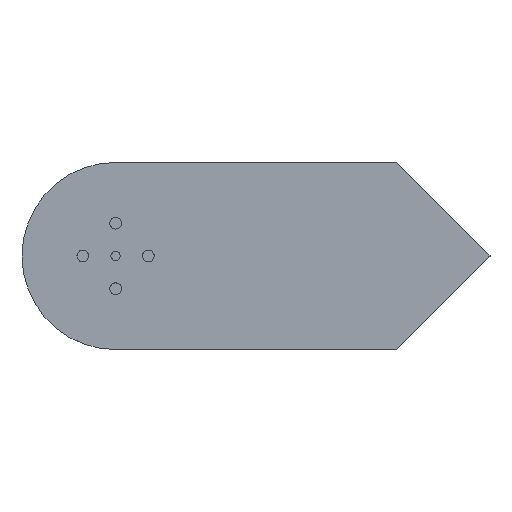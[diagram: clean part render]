
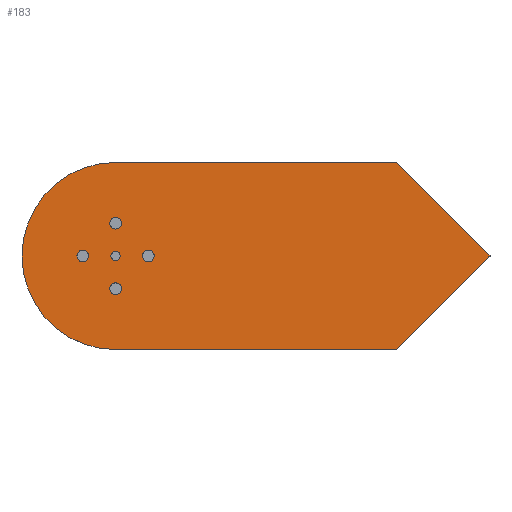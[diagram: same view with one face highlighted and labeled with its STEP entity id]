
A CAD part, top view. The second image highlights one B-rep face of the part: STEP entity #183.
In plain terms, the highlighted planar face has unit normal (0, 0, 1).
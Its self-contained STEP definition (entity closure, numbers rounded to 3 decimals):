
#4 = EDGE_CURVE ( 'NONE', #200, #605, #420, .T. ) ;
#6 = VERTEX_POINT ( 'NONE', #160 ) ;
#17 = DIRECTION ( 'NONE',  ( 0., -1., 0. ) ) ;
#18 = DIRECTION ( 'NONE',  ( 0., -1., 0. ) ) ;
#22 = LINE ( 'NONE', #171, #219 ) ;
#28 = CARTESIAN_POINT ( 'NONE',  ( 0., 0., 0. ) ) ;
#38 = EDGE_LOOP ( 'NONE', ( #468, #660 ) ) ;
#39 = CARTESIAN_POINT ( 'NONE',  ( 80., 0., 0. ) ) ;
#45 = VERTEX_POINT ( 'NONE', #404 ) ;
#49 = FACE_BOUND ( 'NONE', #591, .T. ) ;
#55 = CARTESIAN_POINT ( 'NONE',  ( 60., 20., 0. ) ) ;
#58 = CIRCLE ( 'NONE', #158, 1.25 ) ;
#60 = EDGE_CURVE ( 'NONE', #450, #397, #637, .T. ) ;
#61 = VERTEX_POINT ( 'NONE', #167 ) ;
#62 = DIRECTION ( 'NONE',  ( 0., -1., 0. ) ) ;
#64 = CARTESIAN_POINT ( 'NONE',  ( 0., 20., 0. ) ) ;
#67 = DIRECTION ( 'NONE',  ( 0., -1., 0. ) ) ;
#75 = DIRECTION ( 'NONE',  ( 0., 0., 1. ) ) ;
#80 = AXIS2_PLACEMENT_3D ( 'NONE', #527, #411, #249 ) ;
#88 = EDGE_CURVE ( 'NONE', #45, #670, #181, .T. ) ;
#105 = DIRECTION ( 'NONE',  ( 0., 0., 1. ) ) ;
#106 = ORIENTED_EDGE ( 'NONE', *, *, #142, .F. ) ;
#110 = VERTEX_POINT ( 'NONE', #701 ) ;
#113 = DIRECTION ( 'NONE',  ( -0.707, -0.707, 0. ) ) ;
#114 = DIRECTION ( 'NONE',  ( 0., 0., 1. ) ) ;
#127 = DIRECTION ( 'NONE',  ( 0., 0., 1. ) ) ;
#132 = CARTESIAN_POINT ( 'NONE',  ( 0.002, -7., 0. ) ) ;
#139 = ORIENTED_EDGE ( 'NONE', *, *, #162, .F. ) ;
#141 = DIRECTION ( 'NONE',  ( 0., 0., 1. ) ) ;
#142 = EDGE_CURVE ( 'NONE', #216, #625, #270, .T. ) ;
#158 = AXIS2_PLACEMENT_3D ( 'NONE', #182, #75, #707 ) ;
#160 = CARTESIAN_POINT ( 'NONE',  ( 7.001, 1.251, 0. ) ) ;
#162 = EDGE_CURVE ( 'NONE', #397, #232, #22, .T. ) ;
#167 = CARTESIAN_POINT ( 'NONE',  ( -6.999, -1.251, 0. ) ) ;
#171 = CARTESIAN_POINT ( 'NONE',  ( 80., 0., 0. ) ) ;
#174 = DIRECTION ( 'NONE',  ( 0., -1., 0. ) ) ;
#181 = CIRCLE ( 'NONE', #490, 1. ) ;
#182 = CARTESIAN_POINT ( 'NONE',  ( -6.999, -0.001, 0. ) ) ;
#183 = ADVANCED_FACE ( 'NONE', ( #543, #49, #716, #435, #750, #549 ), #197, .T. ) ;
#188 = DIRECTION ( 'NONE',  ( 0., 0., 1. ) ) ;
#192 = CARTESIAN_POINT ( 'NONE',  ( 0., 0., 0. ) ) ;
#193 = EDGE_CURVE ( 'NONE', #625, #216, #207, .T. ) ;
#194 = AXIS2_PLACEMENT_3D ( 'NONE', #526, #114, #174 ) ;
#197 = PLANE ( 'NONE',  #544 ) ;
#198 = CIRCLE ( 'NONE', #565, 1. ) ;
#200 = VERTEX_POINT ( 'NONE', #64 ) ;
#206 = CARTESIAN_POINT ( 'NONE',  ( 7.001, 0.001, 0. ) ) ;
#207 = CIRCLE ( 'NONE', #80, 1.25 ) ;
#210 = DIRECTION ( 'NONE',  ( 0., -1., 0. ) ) ;
#216 = VERTEX_POINT ( 'NONE', #688 ) ;
#219 = VECTOR ( 'NONE', #113, 1000. ) ;
#221 = ORIENTED_EDGE ( 'NONE', *, *, #329, .F. ) ;
#232 = VERTEX_POINT ( 'NONE', #376 ) ;
#234 = CIRCLE ( 'NONE', #271, 1.25 ) ;
#242 = CARTESIAN_POINT ( 'NONE',  ( -6.999, -0.001, 0. ) ) ;
#249 = DIRECTION ( 'NONE',  ( 0., -1., 0. ) ) ;
#254 = DIRECTION ( 'NONE',  ( 0., 0., 1. ) ) ;
#257 = AXIS2_PLACEMENT_3D ( 'NONE', #419, #254, #67 ) ;
#270 = CIRCLE ( 'NONE', #332, 1.25 ) ;
#271 = AXIS2_PLACEMENT_3D ( 'NONE', #598, #127, #18 ) ;
#272 = ORIENTED_EDGE ( 'NONE', *, *, #395, .F. ) ;
#283 = AXIS2_PLACEMENT_3D ( 'NONE', #581, #105, #512 ) ;
#286 = EDGE_CURVE ( 'NONE', #110, #6, #640, .T. ) ;
#289 = DIRECTION ( 'NONE',  ( 0., -1., 0. ) ) ;
#305 = AXIS2_PLACEMENT_3D ( 'NONE', #206, #141, #210 ) ;
#306 = CARTESIAN_POINT ( 'NONE',  ( 0., 5.75, 0. ) ) ;
#314 = DIRECTION ( 'NONE',  ( 0., 0., 1. ) ) ;
#322 = VECTOR ( 'NONE', #698, 1000. ) ;
#329 = EDGE_CURVE ( 'NONE', #200, #450, #568, .T. ) ;
#330 = DIRECTION ( 'NONE',  ( 0., -1., 0. ) ) ;
#332 = AXIS2_PLACEMENT_3D ( 'NONE', #132, #372, #607 ) ;
#348 = CARTESIAN_POINT ( 'NONE',  ( 0., 8.25, 0. ) ) ;
#353 = CIRCLE ( 'NONE', #601, 1.25 ) ;
#360 = EDGE_LOOP ( 'NONE', ( #421, #748 ) ) ;
#364 = CARTESIAN_POINT ( 'NONE',  ( 0.002, -8.25, 0. ) ) ;
#372 = DIRECTION ( 'NONE',  ( 0., 0., 1. ) ) ;
#376 = CARTESIAN_POINT ( 'NONE',  ( 60., -20., 0. ) ) ;
#391 = DIRECTION ( 'NONE',  ( 0., 0., 1. ) ) ;
#395 = EDGE_CURVE ( 'NONE', #232, #605, #473, .T. ) ;
#397 = VERTEX_POINT ( 'NONE', #39 ) ;
#404 = CARTESIAN_POINT ( 'NONE',  ( 0., -1., 0. ) ) ;
#411 = DIRECTION ( 'NONE',  ( 0., 0., 1. ) ) ;
#416 = EDGE_CURVE ( 'NONE', #459, #537, #665, .T. ) ;
#419 = CARTESIAN_POINT ( 'NONE',  ( 0., 7., 0. ) ) ;
#420 = CIRCLE ( 'NONE', #283, 20. ) ;
#421 = ORIENTED_EDGE ( 'NONE', *, *, #286, .F. ) ;
#435 = FACE_BOUND ( 'NONE', #360, .T. ) ;
#438 = DIRECTION ( 'NONE',  ( 0., 0., 1. ) ) ;
#450 = VERTEX_POINT ( 'NONE', #55 ) ;
#451 = CARTESIAN_POINT ( 'NONE',  ( -6.999, 1.249, 0. ) ) ;
#459 = VERTEX_POINT ( 'NONE', #348 ) ;
#468 = ORIENTED_EDGE ( 'NONE', *, *, #88, .F. ) ;
#471 = CARTESIAN_POINT ( 'NONE',  ( 60., 20., 0. ) ) ;
#473 = LINE ( 'NONE', #746, #702 ) ;
#476 = EDGE_LOOP ( 'NONE', ( #594, #272, #139, #569, #221 ) ) ;
#490 = AXIS2_PLACEMENT_3D ( 'NONE', #599, #188, #17 ) ;
#499 = EDGE_LOOP ( 'NONE', ( #608, #106 ) ) ;
#510 = EDGE_CURVE ( 'NONE', #6, #110, #234, .T. ) ;
#512 = DIRECTION ( 'NONE',  ( 0., -1., 0. ) ) ;
#526 = CARTESIAN_POINT ( 'NONE',  ( 0., 7., 0. ) ) ;
#527 = CARTESIAN_POINT ( 'NONE',  ( 0.002, -7., 0. ) ) ;
#530 = EDGE_CURVE ( 'NONE', #61, #696, #353, .T. ) ;
#537 = VERTEX_POINT ( 'NONE', #306 ) ;
#543 = FACE_BOUND ( 'NONE', #545, .T. ) ;
#544 = AXIS2_PLACEMENT_3D ( 'NONE', #192, #438, #289 ) ;
#545 = EDGE_LOOP ( 'NONE', ( #727, #745 ) ) ;
#549 = FACE_OUTER_BOUND ( 'NONE', #476, .T. ) ;
#565 = AXIS2_PLACEMENT_3D ( 'NONE', #28, #391, #330 ) ;
#567 = EDGE_CURVE ( 'NONE', #696, #61, #58, .T. ) ;
#568 = LINE ( 'NONE', #570, #677 ) ;
#569 = ORIENTED_EDGE ( 'NONE', *, *, #60, .F. ) ;
#570 = CARTESIAN_POINT ( 'NONE',  ( 0., 20., 0. ) ) ;
#573 = DIRECTION ( 'NONE',  ( 1., 0., 0. ) ) ;
#574 = EDGE_CURVE ( 'NONE', #537, #459, #592, .T. ) ;
#581 = CARTESIAN_POINT ( 'NONE',  ( 0., 0., 0. ) ) ;
#591 = EDGE_LOOP ( 'NONE', ( #735, #634 ) ) ;
#592 = CIRCLE ( 'NONE', #257, 1.25 ) ;
#594 = ORIENTED_EDGE ( 'NONE', *, *, #4, .T. ) ;
#598 = CARTESIAN_POINT ( 'NONE',  ( 7.001, 0.001, 0. ) ) ;
#599 = CARTESIAN_POINT ( 'NONE',  ( 0., 0., 0. ) ) ;
#601 = AXIS2_PLACEMENT_3D ( 'NONE', #242, #314, #62 ) ;
#605 = VERTEX_POINT ( 'NONE', #715 ) ;
#607 = DIRECTION ( 'NONE',  ( 0., -1., 0. ) ) ;
#608 = ORIENTED_EDGE ( 'NONE', *, *, #193, .F. ) ;
#625 = VERTEX_POINT ( 'NONE', #364 ) ;
#634 = ORIENTED_EDGE ( 'NONE', *, *, #567, .F. ) ;
#637 = LINE ( 'NONE', #471, #322 ) ;
#640 = CIRCLE ( 'NONE', #305, 1.25 ) ;
#651 = EDGE_CURVE ( 'NONE', #670, #45, #198, .T. ) ;
#660 = ORIENTED_EDGE ( 'NONE', *, *, #651, .F. ) ;
#665 = CIRCLE ( 'NONE', #194, 1.25 ) ;
#670 = VERTEX_POINT ( 'NONE', #671 ) ;
#671 = CARTESIAN_POINT ( 'NONE',  ( 0., 1., 0. ) ) ;
#677 = VECTOR ( 'NONE', #573, 1000. ) ;
#688 = CARTESIAN_POINT ( 'NONE',  ( 0.002, -5.75, 0. ) ) ;
#696 = VERTEX_POINT ( 'NONE', #451 ) ;
#698 = DIRECTION ( 'NONE',  ( 0.707, -0.707, 0. ) ) ;
#701 = CARTESIAN_POINT ( 'NONE',  ( 7.001, -1.249, 0. ) ) ;
#702 = VECTOR ( 'NONE', #752, 1000. ) ;
#707 = DIRECTION ( 'NONE',  ( 0., -1., 0. ) ) ;
#715 = CARTESIAN_POINT ( 'NONE',  ( 0., -20., 0. ) ) ;
#716 = FACE_BOUND ( 'NONE', #499, .T. ) ;
#727 = ORIENTED_EDGE ( 'NONE', *, *, #574, .F. ) ;
#735 = ORIENTED_EDGE ( 'NONE', *, *, #530, .F. ) ;
#745 = ORIENTED_EDGE ( 'NONE', *, *, #416, .F. ) ;
#746 = CARTESIAN_POINT ( 'NONE',  ( 60., -20., 0. ) ) ;
#748 = ORIENTED_EDGE ( 'NONE', *, *, #510, .F. ) ;
#750 = FACE_BOUND ( 'NONE', #38, .T. ) ;
#752 = DIRECTION ( 'NONE',  ( -1., 0., 0. ) ) ;
